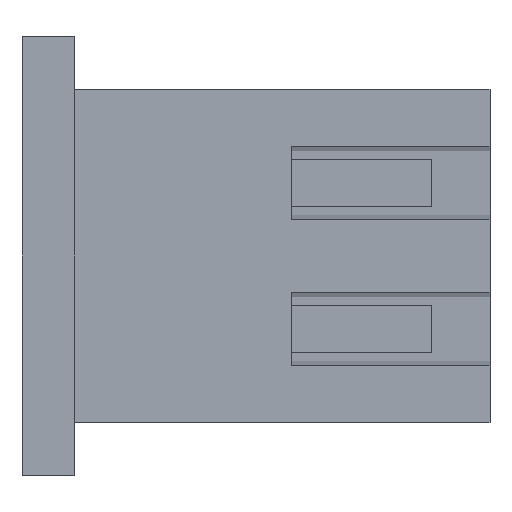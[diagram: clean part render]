
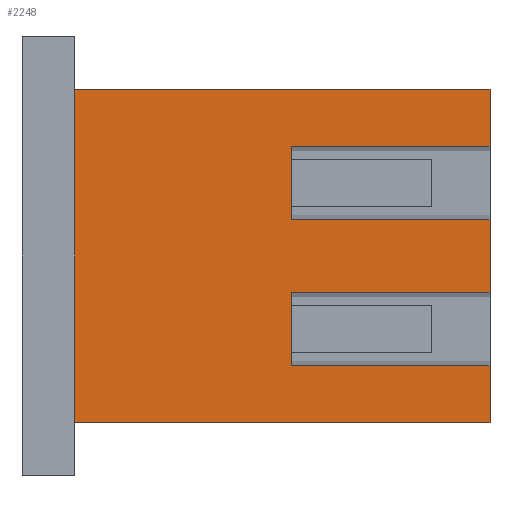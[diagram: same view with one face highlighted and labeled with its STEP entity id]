
A CAD part, left-side view. The second image highlights one B-rep face of the part: STEP entity #2248.
In plain terms, the highlighted planar face has unit normal (-1, 0, 0).
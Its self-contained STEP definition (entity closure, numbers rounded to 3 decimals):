
#257=DIRECTION('',(0.,1.,0.));
#258=VECTOR('',#257,3.4);
#259=CARTESIAN_POINT('',(0.9,-7.1,1.879));
#260=LINE('',#259,#258);
#261=DIRECTION('',(0.,0.,-1.));
#262=VECTOR('',#261,1.257);
#263=CARTESIAN_POINT('',(0.9,-3.7,1.879));
#264=LINE('',#263,#262);
#265=DIRECTION('',(0.,1.,0.));
#266=VECTOR('',#265,3.4);
#267=CARTESIAN_POINT('',(0.9,-7.1,0.621));
#268=LINE('',#267,#266);
#269=DIRECTION('',(0.,1.,0.));
#270=VECTOR('',#269,3.4);
#271=CARTESIAN_POINT('',(0.9,-7.1,-0.621));
#272=LINE('',#271,#270);
#273=DIRECTION('',(0.,0.,-1.));
#274=VECTOR('',#273,1.257);
#275=CARTESIAN_POINT('',(0.9,-3.7,-0.621));
#276=LINE('',#275,#274);
#277=DIRECTION('',(0.,1.,0.));
#278=VECTOR('',#277,3.4);
#279=CARTESIAN_POINT('',(0.9,-7.1,-1.879));
#280=LINE('',#279,#278);
#281=DIRECTION('',(0.,-1.,0.));
#282=VECTOR('',#281,7.1);
#283=CARTESIAN_POINT('',(0.9,0.,-2.85));
#284=LINE('',#283,#282);
#285=DIRECTION('',(0.,0.,1.));
#286=VECTOR('',#285,5.7);
#287=CARTESIAN_POINT('',(0.9,0.,-2.85));
#288=LINE('',#287,#286);
#289=DIRECTION('',(0.,-1.,0.));
#290=VECTOR('',#289,7.1);
#291=CARTESIAN_POINT('',(0.9,0.,2.85));
#292=LINE('',#291,#290);
#301=DIRECTION('',(0.,0.,1.));
#302=VECTOR('',#301,0.971);
#303=CARTESIAN_POINT('',(0.9,-7.1,1.879));
#304=LINE('',#303,#302);
#317=DIRECTION('',(0.,0.,1.));
#318=VECTOR('',#317,0.971);
#319=CARTESIAN_POINT('',(0.9,-7.1,-2.85));
#320=LINE('',#319,#318);
#333=DIRECTION('',(0.,0.,1.));
#334=VECTOR('',#333,1.243);
#335=CARTESIAN_POINT('',(0.9,-7.1,-0.621));
#336=LINE('',#335,#334);
#1417=CARTESIAN_POINT('',(0.9,0.,-2.85));
#1418=CARTESIAN_POINT('',(0.9,-7.1,-2.85));
#1419=VERTEX_POINT('',#1417);
#1420=VERTEX_POINT('',#1418);
#1421=CARTESIAN_POINT('',(0.9,0.,2.85));
#1422=CARTESIAN_POINT('',(0.9,-7.1,2.85));
#1423=VERTEX_POINT('',#1421);
#1424=VERTEX_POINT('',#1422);
#1453=CARTESIAN_POINT('',(0.9,-7.1,-0.621));
#1454=CARTESIAN_POINT('',(0.9,-3.7,-0.621));
#1455=VERTEX_POINT('',#1453);
#1456=VERTEX_POINT('',#1454);
#1457=CARTESIAN_POINT('',(0.9,-3.7,-1.879));
#1458=VERTEX_POINT('',#1457);
#1459=CARTESIAN_POINT('',(0.9,-7.1,-1.879));
#1460=VERTEX_POINT('',#1459);
#1469=CARTESIAN_POINT('',(0.9,-7.1,1.879));
#1470=CARTESIAN_POINT('',(0.9,-3.7,1.879));
#1471=VERTEX_POINT('',#1469);
#1472=VERTEX_POINT('',#1470);
#1473=CARTESIAN_POINT('',(0.9,-3.7,0.621));
#1474=VERTEX_POINT('',#1473);
#1475=CARTESIAN_POINT('',(0.9,-7.1,0.621));
#1476=VERTEX_POINT('',#1475);
#2220=CARTESIAN_POINT('',(0.9,0.,-3.75));
#2221=DIRECTION('',(-1.,0.,0.));
#2222=DIRECTION('',(0.,-1.,0.));
#2223=AXIS2_PLACEMENT_3D('',#2220,#2221,#2222);
#2224=PLANE('',#2223);
#2226=ORIENTED_EDGE('',*,*,#2225,.T.);
#2228=ORIENTED_EDGE('',*,*,#2227,.T.);
#2230=ORIENTED_EDGE('',*,*,#2229,.F.);
#2232=ORIENTED_EDGE('',*,*,#2231,.F.);
#2234=ORIENTED_EDGE('',*,*,#2233,.T.);
#2235=ORIENTED_EDGE('',*,*,#2196,.T.);
#2236=ORIENTED_EDGE('',*,*,#2211,.F.);
#2238=ORIENTED_EDGE('',*,*,#2237,.F.);
#2240=ORIENTED_EDGE('',*,*,#2239,.F.);
#2241=ORIENTED_EDGE('',*,*,#1931,.T.);
#2243=ORIENTED_EDGE('',*,*,#2242,.T.);
#2245=ORIENTED_EDGE('',*,*,#2244,.F.);
#2246=EDGE_LOOP('',(#2226,#2228,#2230,#2232,#2234,#2235,#2236,#2238,#2240,#2241,
#2243,#2245));
#2247=FACE_OUTER_BOUND('',#2246,.F.);
#1931=EDGE_CURVE('',#1419,#1423,#288,.T.);
#2196=EDGE_CURVE('',#1456,#1458,#276,.T.);
#2211=EDGE_CURVE('',#1460,#1458,#280,.T.);
#2225=EDGE_CURVE('',#1471,#1472,#260,.T.);
#2227=EDGE_CURVE('',#1472,#1474,#264,.T.);
#2229=EDGE_CURVE('',#1476,#1474,#268,.T.);
#2231=EDGE_CURVE('',#1455,#1476,#336,.T.);
#2233=EDGE_CURVE('',#1455,#1456,#272,.T.);
#2237=EDGE_CURVE('',#1420,#1460,#320,.T.);
#2239=EDGE_CURVE('',#1419,#1420,#284,.T.);
#2242=EDGE_CURVE('',#1423,#1424,#292,.T.);
#2244=EDGE_CURVE('',#1471,#1424,#304,.T.);
#2248=ADVANCED_FACE('',(#2247),#2224,.T.);
